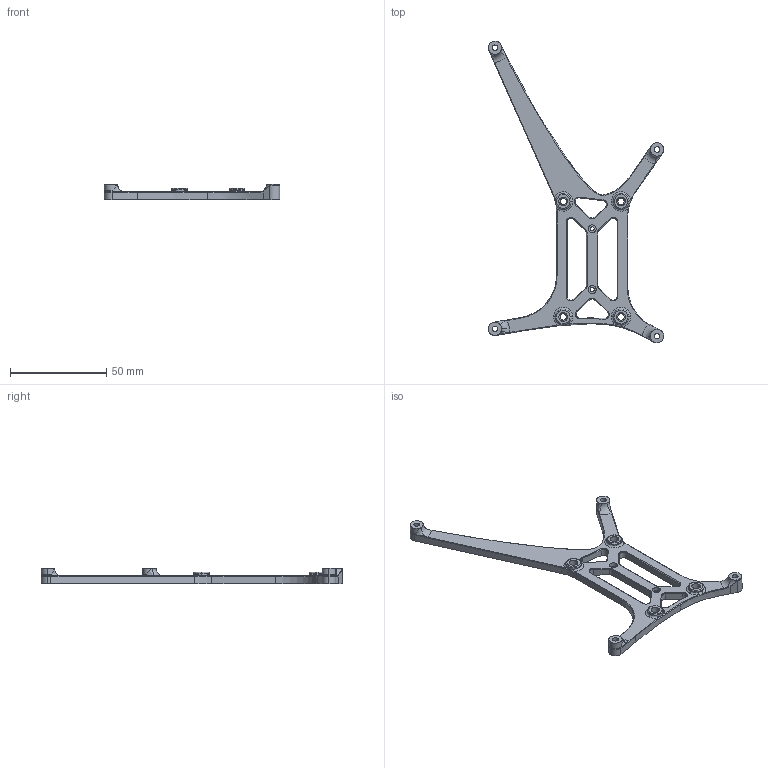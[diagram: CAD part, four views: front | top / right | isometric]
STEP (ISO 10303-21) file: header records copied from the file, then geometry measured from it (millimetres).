
FILE_DESCRIPTION (( 'STEP AP214' ), '1' );
FILE_NAME ('M4P安装支架兼容V0兼容DIN.STEP', '2022-07-09T10:58:51', ( 'Windows User' ), ( 'P R C' ), 'SwSTEP 2.0', 'SolidWorks 2022', '' );
FILE_SCHEMA (( 'AUTOMOTIVE_DESIGN' ));
Length unit declared in the file: millimetre
Products named in the file (1): M4P安装支架兼容V0兼容DIN
Bounding box: 91.2 x 156.8 x 8 mm (x, y, z)
Volume: 13467 mm3; surface area: 10625.6 mm2
Topology: 1 solids, 1 shells, 232 faces, 566 edges, 342 vertices
Faces by surface type: cylinder 74, plane 60, bspline 36, cone 34, torus 28
Entity records: 10573 total; most frequent: CARTESIAN_POINT 5185, ORIENTED_EDGE 1132, DIRECTION 1102, EDGE_CURVE 566, AXIS2_PLACEMENT_3D 448, VERTEX_POINT 342, EDGE_LOOP 266, CIRCLE 251
